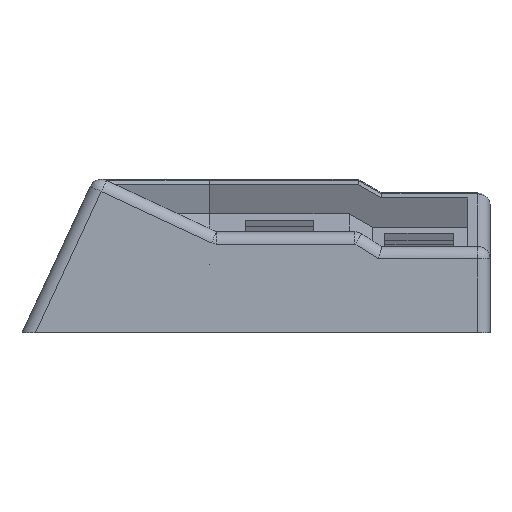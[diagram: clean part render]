
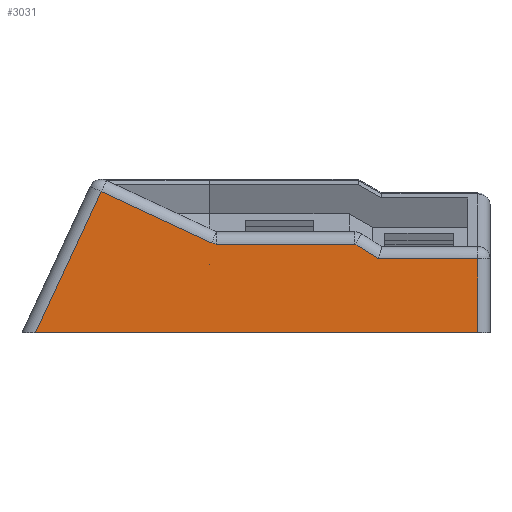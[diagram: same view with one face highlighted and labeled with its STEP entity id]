
A CAD part, left-side view. The second image highlights one B-rep face of the part: STEP entity #3031.
In plain terms, the highlighted planar face has unit normal (-1, 0, 0).
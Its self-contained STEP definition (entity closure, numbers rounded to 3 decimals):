
#2940=CARTESIAN_POINT('',(-62.235,0.,14.));
#2941=DIRECTION('',(1.,-0.,0.));
#2942=DIRECTION('',(0.,0.,-1.));
#2943=AXIS2_PLACEMENT_3D('',#2940,#2941,#2942);
#2944=PLANE('',#2943);
#2945=CARTESIAN_POINT('',(-62.235,13.883,21.335));
#2946=VERTEX_POINT('',#2945);
#2947=CARTESIAN_POINT('',(-62.235,36.402,31.836));
#2948=VERTEX_POINT('',#2947);
#2949=CARTESIAN_POINT('',(-62.235,13.883,21.335));
#2950=DIRECTION('',(-0.,0.906,0.423));
#2951=VECTOR('',#2950,24.847);
#2952=LINE('',#2949,#2951);
#2953=EDGE_CURVE('',#2946,#2948,#2952,.T.);
#2954=ORIENTED_EDGE('',*,*,#2953,.T.);
#2955=CARTESIAN_POINT('',(-62.235,49.848,3.));
#2956=VERTEX_POINT('',#2955);
#2957=CARTESIAN_POINT('',(-62.235,36.402,31.836));
#2958=DIRECTION('',(0.,0.423,-0.906));
#2959=VECTOR('',#2958,31.817);
#2960=LINE('',#2957,#2959);
#2961=EDGE_CURVE('',#2948,#2956,#2960,.T.);
#2962=ORIENTED_EDGE('',*,*,#2961,.T.);
#2963=CARTESIAN_POINT('',(-62.235,-40.575,3.));
#2964=VERTEX_POINT('',#2963);
#2965=CARTESIAN_POINT('',(-62.235,49.848,3.));
#2966=DIRECTION('',(-0.,-1.,-0.));
#2967=VECTOR('',#2966,90.423);
#2968=LINE('',#2965,#2967);
#2969=EDGE_CURVE('',#2956,#2964,#2968,.T.);
#2970=ORIENTED_EDGE('',*,*,#2969,.T.);
#2971=CARTESIAN_POINT('',(-62.235,-40.575,18.1));
#2972=VERTEX_POINT('',#2971);
#2973=CARTESIAN_POINT('',(-62.235,-40.575,3.));
#2974=DIRECTION('',(-0.,-0.,1.));
#2975=VECTOR('',#2974,15.1);
#2976=LINE('',#2973,#2975);
#2977=EDGE_CURVE('',#2964,#2972,#2976,.T.);
#2978=ORIENTED_EDGE('',*,*,#2977,.T.);
#2979=CARTESIAN_POINT('',(-62.235,-20.234,18.1));
#2980=VERTEX_POINT('',#2979);
#2981=CARTESIAN_POINT('',(-62.235,-40.575,18.1));
#2982=DIRECTION('',(0.,1.,-0.));
#2983=VECTOR('',#2982,20.341);
#2984=LINE('',#2981,#2983);
#2985=EDGE_CURVE('',#2972,#2980,#2984,.T.);
#2986=ORIENTED_EDGE('',*,*,#2985,.T.);
#2987=CARTESIAN_POINT('',(-62.235,-15.471,21.1));
#2988=VERTEX_POINT('',#2987);
#2989=CARTESIAN_POINT('',(-62.235,-20.234,18.1));
#2990=DIRECTION('',(-0.,0.846,0.533));
#2991=VECTOR('',#2990,5.629);
#2992=LINE('',#2989,#2991);
#2993=EDGE_CURVE('',#2980,#2988,#2992,.T.);
#2994=ORIENTED_EDGE('',*,*,#2993,.T.);
#2995=CARTESIAN_POINT('',(-62.235,12.822,21.1));
#2996=VERTEX_POINT('',#2995);
#2997=CARTESIAN_POINT('',(-62.235,-15.471,21.1));
#2998=DIRECTION('',(0.,1.,-0.));
#2999=VECTOR('',#2998,28.293);
#3000=LINE('',#2997,#2999);
#3001=EDGE_CURVE('',#2988,#2996,#3000,.T.);
#3002=ORIENTED_EDGE('',*,*,#3001,.T.);
#3003=CARTESIAN_POINT('',(-62.235,12.822,23.61));
#3004=DIRECTION('',(1.,-0.,0.));
#3005=DIRECTION('',(0.,0.,-1.));
#3006=AXIS2_PLACEMENT_3D('',#3003,#3004,#3005);
#3007=CIRCLE('',#3006,2.51);
#3008=EDGE_CURVE('',#2996,#2946,#3007,.T.);
#3009=ORIENTED_EDGE('',*,*,#3008,.T.);
#3010=EDGE_LOOP('',(#2954,#2962,#2970,#2978,#2986,#2994,#3002,#3009));
#3011=FACE_BOUND('',#3010,.T.);
#3012=CARTESIAN_POINT('',(-62.235,14.307,16.959));
#3013=VERTEX_POINT('',#3012);
#3014=CARTESIAN_POINT('',(-62.235,14.288,16.955));
#3015=VERTEX_POINT('',#3014);
#3016=CARTESIAN_POINT('',(-62.235,14.307,16.959));
#3017=DIRECTION('',(-0.,-0.976,-0.217));
#3018=VECTOR('',#3017,0.02);
#3019=LINE('',#3016,#3018);
#3020=EDGE_CURVE('',#3013,#3015,#3019,.T.);
#3021=ORIENTED_EDGE('',*,*,#3020,.F.);
#3022=CARTESIAN_POINT('',(-62.235,14.298,16.955));
#3023=DIRECTION('',(1.,-0.,0.));
#3024=DIRECTION('',(0.,0.,-1.));
#3025=AXIS2_PLACEMENT_3D('',#3022,#3023,#3024);
#3026=CIRCLE('',#3025,0.01);
#3027=EDGE_CURVE('',#3013,#3015,#3026,.T.);
#3028=ORIENTED_EDGE('',*,*,#3027,.T.);
#3029=EDGE_LOOP('',(#3021,#3028));
#3030=FACE_BOUND('',#3029,.T.);
#3031=ADVANCED_FACE('',(#3011,#3030),#2944,.F.);
